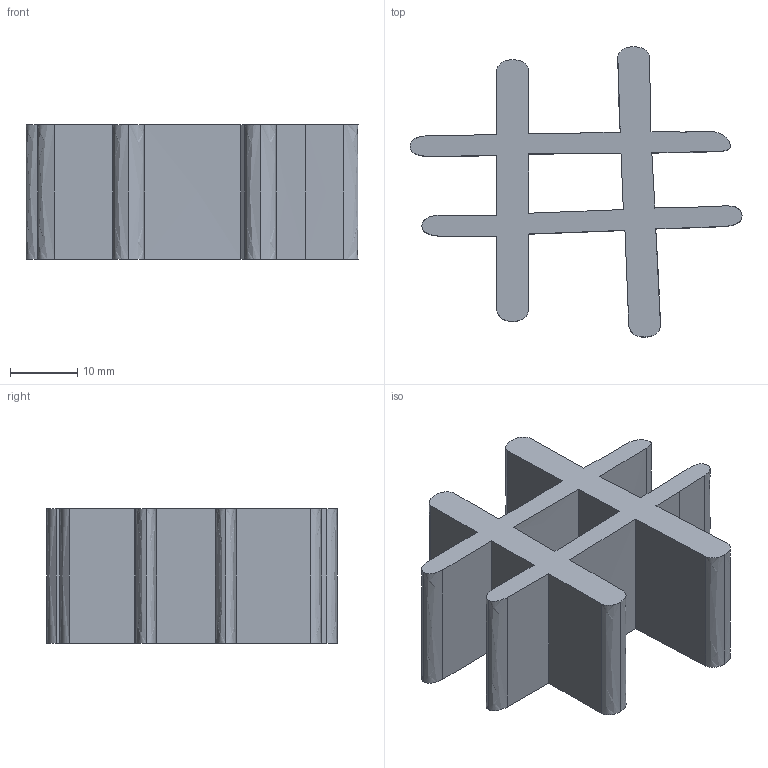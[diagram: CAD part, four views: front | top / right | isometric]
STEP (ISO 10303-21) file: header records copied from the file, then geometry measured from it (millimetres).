
FILE_DESCRIPTION(('FreeCAD Model'),'2;1');
FILE_NAME('sharp.step','2016-08-16T00:46:27',( 'Author'),(''),'Open CASCADE STEP processor 6.8','FreeCAD','Unknown' );
FILE_SCHEMA(('AUTOMOTIVE_DESIGN_CC2 { 1 2 10303 214 -1 1 5 4 }'));
Length unit declared in the file: millimetre
Products named in the file (2): ASSEMBLY; sharp
Assembly tree (1 placements, depth 2):
  ASSEMBLY
    sharp
Bounding box: 49.51 x 43.29 x 20 mm (x, y, z)
Volume: 12179.1 mm3; surface area: 7450.9 mm2
Topology: 1 solids, 1 shells, 46 faces, 132 edges, 88 vertices
Faces by surface type: extrusion 44, plane 2
Entity records: 3278 total; most frequent: CARTESIAN_POINT 927, DIRECTION 272, ORIENTED_EDGE 264, VECTOR 264, PCURVE 264, DEFINITIONAL_REPRESENTATION 264, LINE 220, B_SPLINE_CURVE_WITH_KNOTS 220
